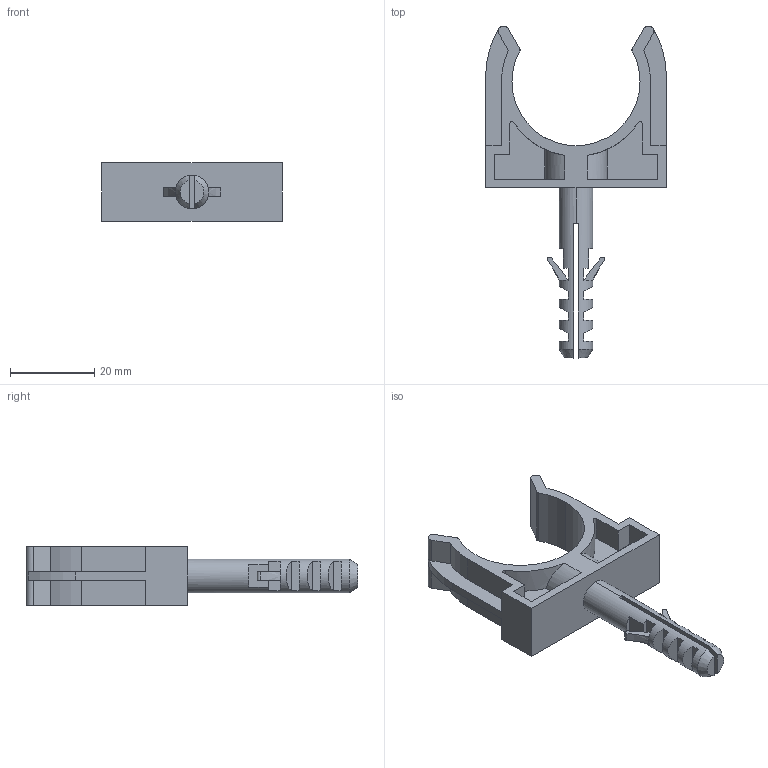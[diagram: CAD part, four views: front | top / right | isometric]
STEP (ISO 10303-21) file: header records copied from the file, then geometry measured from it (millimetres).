
FILE_DESCRIPTION (( 'STEP AP214' ), '1' );
FILE_NAME ('Äåðæàòåëü ñ çàù¸ëêîé è äþáåëåì CT32 IEK.STEP', '2016-05-11T13:15:49', ( '' ), ( '' ), 'SwSTEP 2.0', 'SolidWorks 2014', '' );
FILE_SCHEMA (( 'AUTOMOTIVE_DESIGN' ));
Length unit declared in the file: millimetre
Products named in the file (1): Äåðæàòåëü ñ çàù¸ëêîé è äþáåëåì CT32 IEK
Bounding box: 43 x 79 x 14 mm (x, y, z)
Volume: 8153.1 mm3; surface area: 7621 mm2
Topology: 1 solids, 1 shells, 131 faces, 332 edges, 218 vertices
Faces by surface type: plane 88, cylinder 41, cone 2
Entity records: 4102 total; most frequent: CARTESIAN_POINT 836, DIRECTION 686, ORIENTED_EDGE 664, EDGE_CURVE 332, AXIS2_PLACEMENT_3D 238, VERTEX_POINT 218, LINE 210, VECTOR 210
